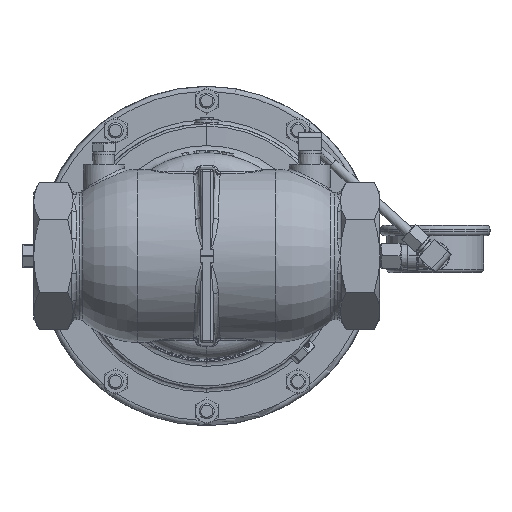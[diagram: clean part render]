
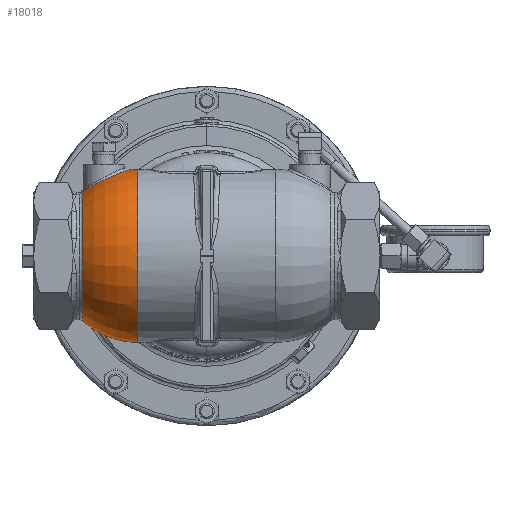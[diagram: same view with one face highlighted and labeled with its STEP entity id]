
A CAD part, front view. The second image highlights one B-rep face of the part: STEP entity #18018.
In plain terms, the highlighted toroidal (fillet/blend) face has major radius 3.175 mm and minor radius 50.8 mm.
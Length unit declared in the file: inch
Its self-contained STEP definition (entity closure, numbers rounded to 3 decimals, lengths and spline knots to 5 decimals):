
#701 = VERTEX_POINT ( 'NONE', #147862 ) ;
#1946 = CARTESIAN_POINT ( 'NONE',  ( -1.69167, 0., 0. ) ) ;
#2083 = CARTESIAN_POINT ( 'NONE',  ( -2.07141, -0.33198, 2.06233 ) ) ;
#2644 = CARTESIAN_POINT ( 'NONE',  ( -2.37525, -0.53145, 1.93311 ) ) ;
#5208 = B_SPLINE_CURVE_WITH_KNOTS ( 'NONE', 3,
 ( #45333, #85474, #140690, #57495, #59252, #155252, #70245, #169810, #30115, #154681, #71472, #14861, #2083, #56903, #113384, #100604, #112166, #72051, #169236, #168032, #44689, #127956, #86061, #141859, #2644, #72617, #16649, #84893, #28899, #100018, #113960, #17260, #30688, #86676, #114552, #31271, #170363, #33046, #89620, #87836, #144230, #101182, #101793, #115157, #17833, #143078 ),
 .UNSPECIFIED., .F., .F.,
 ( 4, 2, 2, 2, 2, 2, 2, 2, 2, 2, 2, 2, 2, 2, 2, 2, 2, 2, 2, 2, 2, 2, 4 ),
 ( 0.05716, 0.05841, 0.05966, 0.06216, 0.06341, 0.06467, 0.06717, 0.06842, 0.06967, 0.07217, 0.07342, 0.07467, 0.07717, 0.07842, 0.07967, 0.08217, 0.08467, 0.08718, 0.08843, 0.08968, 0.09218, 0.09468, 0.09718 ),
 .UNSPECIFIED. ) ;
#8185 = CARTESIAN_POINT ( 'NONE',  ( -3.02827, -0.17507, 1.60327 ) ) ;
#13119 = CARTESIAN_POINT ( 'NONE',  ( -3.04716, -0.15756, 1.58779 ) ) ;
#14861 = CARTESIAN_POINT ( 'NONE',  ( -2.05292, -0.30624, 2.06983 ) ) ;
#16073 = ORIENTED_EDGE ( 'NONE', *, *, #167097, .T. ) ;
#16649 = CARTESIAN_POINT ( 'NONE',  ( -2.43428, -0.54199, 1.90655 ) ) ;
#17260 = CARTESIAN_POINT ( 'NONE',  ( -2.61103, -0.53709, 1.82404 ) ) ;
#17833 = CARTESIAN_POINT ( 'NONE',  ( -2.98835, -0.25684, 1.62789 ) ) ;
#18018 = ADVANCED_FACE ( 'NONE', ( #87268 ), #106738, .T. ) ;
#19851 = CIRCLE ( 'NONE', #96670, 1.59559 ) ;
#20384 = ORIENTED_EDGE ( 'NONE', *, *, #173418, .T. ) ;
#22443 = AXIS2_PLACEMENT_3D ( 'NONE', #1946, #113250, #169102 ) ;
#28899 = CARTESIAN_POINT ( 'NONE',  ( -2.47884, -0.54604, 1.8862 ) ) ;
#30115 = CARTESIAN_POINT ( 'NONE',  ( -2.00682, -0.2213, 2.08839 ) ) ;
#30688 = CARTESIAN_POINT ( 'NONE',  ( -2.64026, -0.53051, 1.80988 ) ) ;
#31271 = CARTESIAN_POINT ( 'NONE',  ( -2.76362, -0.48192, 1.74834 ) ) ;
#33046 = CARTESIAN_POINT ( 'NONE',  ( -2.8022, -0.45912, 1.72849 ) ) ;
#44689 = CARTESIAN_POINT ( 'NONE',  ( -2.26221, -0.48918, 1.9825 ) ) ;
#45333 = CARTESIAN_POINT ( 'NONE',  ( -1.96035, 0., 2.10687 ) ) ;
#48071 = DIRECTION ( 'NONE',  ( 0., 0., -1. ) ) ;
#49679 = EDGE_CURVE ( 'NONE', #701, #138515, #152710, .T. ) ;
#50618 = DIRECTION ( 'NONE',  ( -1., 0., 0. ) ) ;
#53457 = AXIS2_PLACEMENT_3D ( 'NONE', #112012, #110840, #82334 ) ;
#56903 = CARTESIAN_POINT ( 'NONE',  ( -2.10223, -0.36795, 2.04971 ) ) ;
#57495 = CARTESIAN_POINT ( 'NONE',  ( -1.96399, -0.06503, 2.10543 ) ) ;
#59252 = CARTESIAN_POINT ( 'NONE',  ( -1.96618, -0.08135, 2.10456 ) ) ;
#64021 = AXIS2_PLACEMENT_3D ( 'NONE', #88829, #103926, #48071 ) ;
#64583 = EDGE_CURVE ( 'NONE', #180116, #68331, #109812, .T. ) ;
#64658 = VERTEX_POINT ( 'NONE', #176858 ) ;
#64819 = CARTESIAN_POINT ( 'NONE',  ( -3.00775, -0.21451, 1.61687 ) ) ;
#68331 = VERTEX_POINT ( 'NONE', #123744 ) ;
#69051 = CARTESIAN_POINT ( 'NONE',  ( -3.02463, -0.18145, 1.60585 ) ) ;
#70245 = CARTESIAN_POINT ( 'NONE',  ( -1.9836, -0.16108, 2.09766 ) ) ;
#71472 = CARTESIAN_POINT ( 'NONE',  ( -2.02843, -0.26484, 2.07971 ) ) ;
#72051 = CARTESIAN_POINT ( 'NONE',  ( -2.18319, -0.44172, 2.0161 ) ) ;
#72547 = EDGE_CURVE ( 'NONE', #138515, #64658, #19851, .T. ) ;
#72617 = CARTESIAN_POINT ( 'NONE',  ( -2.41938, -0.5398, 1.91329 ) ) ;
#82334 = DIRECTION ( 'NONE',  ( 0., 0., 1. ) ) ;
#84893 = CARTESIAN_POINT ( 'NONE',  ( -2.46402, -0.5451, 1.893 ) ) ;
#85474 = CARTESIAN_POINT ( 'NONE',  ( -1.96035, -0.01626, 2.10687 ) ) ;
#86061 = CARTESIAN_POINT ( 'NONE',  ( -2.30393, -0.50789, 1.96445 ) ) ;
#86676 = CARTESIAN_POINT ( 'NONE',  ( -2.69662, -0.51289, 1.78215 ) ) ;
#87268 = FACE_OUTER_BOUND ( 'NONE', #156620, .T. ) ;
#87836 = CARTESIAN_POINT ( 'NONE',  ( -2.85148, -0.42394, 1.70271 ) ) ;
#88829 = CARTESIAN_POINT ( 'NONE',  ( -1.69167, 0., 0.125 ) ) ;
#89620 = CARTESIAN_POINT ( 'NONE',  ( -2.81481, -0.4507, 1.72193 ) ) ;
#93211 = CARTESIAN_POINT ( 'NONE',  ( -3.04716, 0., 0. ) ) ;
#96670 = AXIS2_PLACEMENT_3D ( 'NONE', #93211, #147814, #161786 ) ;
#99046 = CARTESIAN_POINT ( 'NONE',  ( -1.69167, 0., -2.125 ) ) ;
#100018 = CARTESIAN_POINT ( 'NONE',  ( -2.52319, -0.54704, 1.86569 ) ) ;
#100604 = CARTESIAN_POINT ( 'NONE',  ( -2.1356, -0.40163, 2.03594 ) ) ;
#101182 = CARTESIAN_POINT ( 'NONE',  ( -2.91755, -0.35988, 1.66719 ) ) ;
#101793 = CARTESIAN_POINT ( 'NONE',  ( -2.93725, -0.33596, 1.65638 ) ) ;
#103926 = DIRECTION ( 'NONE',  ( 0., -1., 0. ) ) ;
#104238 = EDGE_CURVE ( 'NONE', #180116, #64658, #155587, .T. ) ;
#106738 = TOROIDAL_SURFACE ( 'NONE', #22443, 0.125, 2. ) ;
#109812 = CIRCLE ( 'NONE', #121739, 2.125 ) ;
#110425 = CARTESIAN_POINT ( 'NONE',  ( -3.04149, -0.15921, 1.59287 ) ) ;
#110840 = DIRECTION ( 'NONE',  ( 0., 1., 0. ) ) ;
#112012 = CARTESIAN_POINT ( 'NONE',  ( -1.69167, 0., -0.125 ) ) ;
#112073 = ORIENTED_EDGE ( 'NONE', *, *, #49679, .T. ) ;
#112166 = CARTESIAN_POINT ( 'NONE',  ( -2.14724, -0.41208, 2.03111 ) ) ;
#112459 = CARTESIAN_POINT ( 'NONE',  ( -1.96035, 0., 2.10687 ) ) ;
#113250 = DIRECTION ( 'NONE',  ( -1., 0., 0. ) ) ;
#113384 = CARTESIAN_POINT ( 'NONE',  ( -2.11305, -0.37952, 2.04526 ) ) ;
#113960 = CARTESIAN_POINT ( 'NONE',  ( -2.55258, -0.54532, 1.8519 ) ) ;
#114552 = CARTESIAN_POINT ( 'NONE',  ( -2.72393, -0.50185, 1.7685 ) ) ;
#115157 = CARTESIAN_POINT ( 'NONE',  ( -2.97284, -0.28418, 1.63662 ) ) ;
#119890 = DIRECTION ( 'NONE',  ( 0., 0., 1. ) ) ;
#120720 = CARTESIAN_POINT ( 'NONE',  ( -3.04429, -0.15741, 1.59047 ) ) ;
#121739 = AXIS2_PLACEMENT_3D ( 'NONE', #148387, #50618, #119890 ) ;
#123744 = CARTESIAN_POINT ( 'NONE',  ( -1.69167, 0., 2.125 ) ) ;
#124393 = CARTESIAN_POINT ( 'NONE',  ( -3.01414, -0.20092, 1.61297 ) ) ;
#127956 = CARTESIAN_POINT ( 'NONE',  ( -2.28992, -0.50208, 1.97054 ) ) ;
#128073 = ORIENTED_EDGE ( 'NONE', *, *, #72547, .T. ) ;
#134051 = CARTESIAN_POINT ( 'NONE',  ( -3.0366, -0.16371, 1.59689 ) ) ;
#138515 = VERTEX_POINT ( 'NONE', #161810 ) ;
#140690 = CARTESIAN_POINT ( 'NONE',  ( -1.96108, -0.03252, 2.10658 ) ) ;
#140756 = VERTEX_POINT ( 'NONE', #112459 ) ;
#141859 = CARTESIAN_POINT ( 'NONE',  ( -2.34638, -0.52349, 1.94589 ) ) ;
#143078 = CARTESIAN_POINT ( 'NONE',  ( -3.00147, -0.22822, 1.62044 ) ) ;
#144230 = CARTESIAN_POINT ( 'NONE',  ( -2.8745, -0.40404, 1.69045 ) ) ;
#147814 = DIRECTION ( 'NONE',  ( 1., 0., 0. ) ) ;
#147862 = CARTESIAN_POINT ( 'NONE',  ( -3.00147, -0.22822, 1.62044 ) ) ;
#148387 = CARTESIAN_POINT ( 'NONE',  ( -1.69167, 0., 0. ) ) ;
#151048 = ORIENTED_EDGE ( 'NONE', *, *, #64583, .T. ) ;
#151073 = CARTESIAN_POINT ( 'NONE',  ( -3.00147, -0.22822, 1.62044 ) ) ;
#152481 = CIRCLE ( 'NONE', #64021, 2. ) ;
#152710 = B_SPLINE_CURVE_WITH_KNOTS ( 'NONE', 3,
 ( #151073, #64819, #124393, #69051, #8185, #179519, #134051, #110425, #120720, #13119 ),
 .UNSPECIFIED., .F., .F.,
 ( 4, 2, 2, 2, 4 ),
 ( 0., 0.00118, 0.00177, 0.00207, 0.00236 ),
 .UNSPECIFIED. ) ;
#154681 = CARTESIAN_POINT ( 'NONE',  ( -2.02078, -0.25051, 2.08279 ) ) ;
#155252 = CARTESIAN_POINT ( 'NONE',  ( -1.97496, -0.12983, 2.10109 ) ) ;
#155587 = CIRCLE ( 'NONE', #53457, 2. ) ;
#156620 = EDGE_LOOP ( 'NONE', ( #178613, #151048, #20384, #16073, #112073, #128073 ) ) ;
#161786 = DIRECTION ( 'NONE',  ( 0., 0., -1. ) ) ;
#161810 = CARTESIAN_POINT ( 'NONE',  ( -3.04716, -0.15756, 1.58779 ) ) ;
#167097 = EDGE_CURVE ( 'NONE', #140756, #701, #5208, .T. ) ;
#168032 = CARTESIAN_POINT ( 'NONE',  ( -2.2485, -0.48209, 1.98838 ) ) ;
#169102 = DIRECTION ( 'NONE',  ( 0., 0., 1. ) ) ;
#169236 = CARTESIAN_POINT ( 'NONE',  ( -2.20853, -0.4592, 2.00543 ) ) ;
#169810 = CARTESIAN_POINT ( 'NONE',  ( -2.00052, -0.20644, 2.09091 ) ) ;
#170363 = CARTESIAN_POINT ( 'NONE',  ( -2.77663, -0.47471, 1.74168 ) ) ;
#173418 = EDGE_CURVE ( 'NONE', #68331, #140756, #152481, .T. ) ;
#176858 = CARTESIAN_POINT ( 'NONE',  ( -3.04716, 0., -1.59559 ) ) ;
#178613 = ORIENTED_EDGE ( 'NONE', *, *, #104238, .F. ) ;
#179519 = CARTESIAN_POINT ( 'NONE',  ( -3.03444, -0.16643, 1.59858 ) ) ;
#180116 = VERTEX_POINT ( 'NONE', #99046 ) ;
